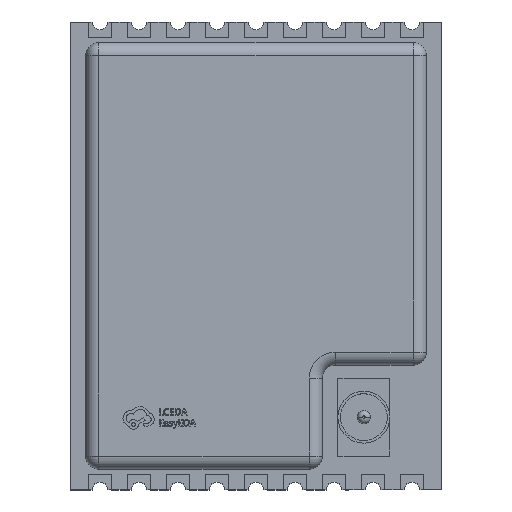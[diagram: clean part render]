
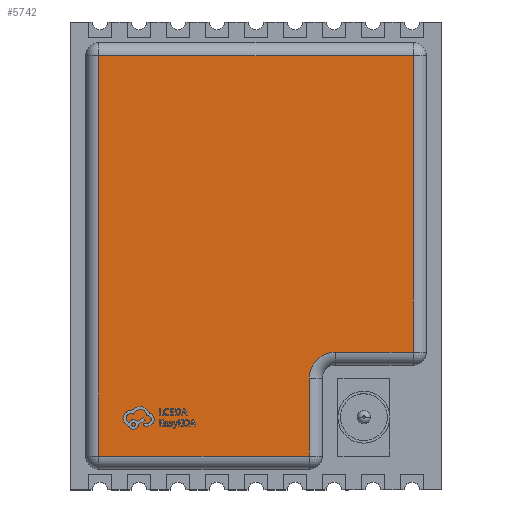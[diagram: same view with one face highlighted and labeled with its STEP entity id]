
A CAD part, top view. The second image highlights one B-rep face of the part: STEP entity #5742.
In plain terms, the highlighted planar face has unit normal (0, 0, 1).
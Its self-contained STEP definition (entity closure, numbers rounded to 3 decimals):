
#177 = EDGE_CURVE ( 'NONE', #6921, #12524, #8242, .T. ) ;
#188 = VECTOR ( 'NONE', #1590, 1000. ) ;
#399 = CARTESIAN_POINT ( 'NONE',  ( -6.05, -7.7, 3.2 ) ) ;
#503 = EDGE_CURVE ( 'NONE', #15030, #6921, #2242, .T. ) ;
#1145 = CARTESIAN_POINT ( 'NONE',  ( -6.05, -8.2, 3.2 ) ) ;
#1331 = CARTESIAN_POINT ( 'NONE',  ( 2.05, -4.2, 3.2 ) ) ;
#1590 = DIRECTION ( 'NONE',  ( 1., 0., 0. ) ) ;
#1721 = PLANE ( 'NONE',  #2130 ) ;
#2130 = AXIS2_PLACEMENT_3D ( 'NONE', #3830, #17390, #9212 ) ;
#2147 = CARTESIAN_POINT ( 'NONE',  ( 2.55, -7.7, 3.2 ) ) ;
#2242 = LINE ( 'NONE', #2147, #7131 ) ;
#3168 = ORIENTED_EDGE ( 'NONE', *, *, #11235, .F. ) ;
#3573 = CARTESIAN_POINT ( 'NONE',  ( 6.05, 7.7, 3.2 ) ) ;
#3673 = VERTEX_POINT ( 'NONE', #5633 ) ;
#3830 = CARTESIAN_POINT ( 'NONE',  ( 0., 0., 3.2 ) ) ;
#5105 = CARTESIAN_POINT ( 'NONE',  ( -6.55, 7.7, 3.2 ) ) ;
#5593 = DIRECTION ( 'NONE',  ( 0., -1., 0. ) ) ;
#5633 = CARTESIAN_POINT ( 'NONE',  ( 6.05, -3.7, 3.2 ) ) ;
#5742 = ADVANCED_FACE ( 'NONE', ( #15633 ), #1721, .T. ) ;
#6376 = AXIS2_PLACEMENT_3D ( 'NONE', #14432, #11504, #7344 ) ;
#6813 = LINE ( 'NONE', #8508, #188 ) ;
#6921 = VERTEX_POINT ( 'NONE', #7907 ) ;
#7131 = VECTOR ( 'NONE', #12147, 1000. ) ;
#7270 = DIRECTION ( 'NONE',  ( 0., 1., 0. ) ) ;
#7344 = DIRECTION ( 'NONE',  ( 1., 0., 0. ) ) ;
#7830 = VERTEX_POINT ( 'NONE', #12079 ) ;
#7838 = DIRECTION ( 'NONE',  ( -1., 0., 0. ) ) ;
#7907 = CARTESIAN_POINT ( 'NONE',  ( 2.05, -7.7, 3.2 ) ) ;
#8096 = LINE ( 'NONE', #5105, #16728 ) ;
#8242 = LINE ( 'NONE', #1331, #13212 ) ;
#8314 = LINE ( 'NONE', #1145, #11434 ) ;
#8364 = VERTEX_POINT ( 'NONE', #3573 ) ;
#8508 = CARTESIAN_POINT ( 'NONE',  ( 6.55, -3.7, 3.2 ) ) ;
#8677 = CIRCLE ( 'NONE', #6376, 1. ) ;
#9206 = CARTESIAN_POINT ( 'NONE',  ( 2.05, -4.7, 3.2 ) ) ;
#9212 = DIRECTION ( 'NONE',  ( 1., 0., 0. ) ) ;
#10288 = ORIENTED_EDGE ( 'NONE', *, *, #16939, .T. ) ;
#10432 = ORIENTED_EDGE ( 'NONE', *, *, #177, .T. ) ;
#10451 = EDGE_LOOP ( 'NONE', ( #3168, #12503, #10288, #17245, #17841, #13082, #10432 ) ) ;
#10500 = VERTEX_POINT ( 'NONE', #15176 ) ;
#11235 = EDGE_CURVE ( 'NONE', #7830, #12524, #8677, .T. ) ;
#11434 = VECTOR ( 'NONE', #5593, 1000. ) ;
#11504 = DIRECTION ( 'NONE',  ( 0., 0., 1. ) ) ;
#11649 = LINE ( 'NONE', #17214, #17133 ) ;
#12062 = EDGE_CURVE ( 'NONE', #10500, #15030, #8314, .T. ) ;
#12079 = CARTESIAN_POINT ( 'NONE',  ( 3.05, -3.7, 3.2 ) ) ;
#12147 = DIRECTION ( 'NONE',  ( 1., 0., 0. ) ) ;
#12503 = ORIENTED_EDGE ( 'NONE', *, *, #14835, .T. ) ;
#12508 = EDGE_CURVE ( 'NONE', #8364, #10500, #8096, .T. ) ;
#12524 = VERTEX_POINT ( 'NONE', #9206 ) ;
#13082 = ORIENTED_EDGE ( 'NONE', *, *, #503, .T. ) ;
#13212 = VECTOR ( 'NONE', #7270, 1000. ) ;
#14432 = CARTESIAN_POINT ( 'NONE',  ( 3.05, -4.7, 3.2 ) ) ;
#14835 = EDGE_CURVE ( 'NONE', #7830, #3673, #6813, .T. ) ;
#15030 = VERTEX_POINT ( 'NONE', #399 ) ;
#15176 = CARTESIAN_POINT ( 'NONE',  ( -6.05, 7.7, 3.2 ) ) ;
#15633 = FACE_OUTER_BOUND ( 'NONE', #10451, .T. ) ;
#16728 = VECTOR ( 'NONE', #7838, 1000. ) ;
#16934 = DIRECTION ( 'NONE',  ( 0., 1., 0. ) ) ;
#16939 = EDGE_CURVE ( 'NONE', #3673, #8364, #11649, .T. ) ;
#17133 = VECTOR ( 'NONE', #16934, 1000. ) ;
#17214 = CARTESIAN_POINT ( 'NONE',  ( 6.05, 8.2, 3.2 ) ) ;
#17245 = ORIENTED_EDGE ( 'NONE', *, *, #12508, .T. ) ;
#17390 = DIRECTION ( 'NONE',  ( 0., 0., 1. ) ) ;
#17841 = ORIENTED_EDGE ( 'NONE', *, *, #12062, .T. ) ;
